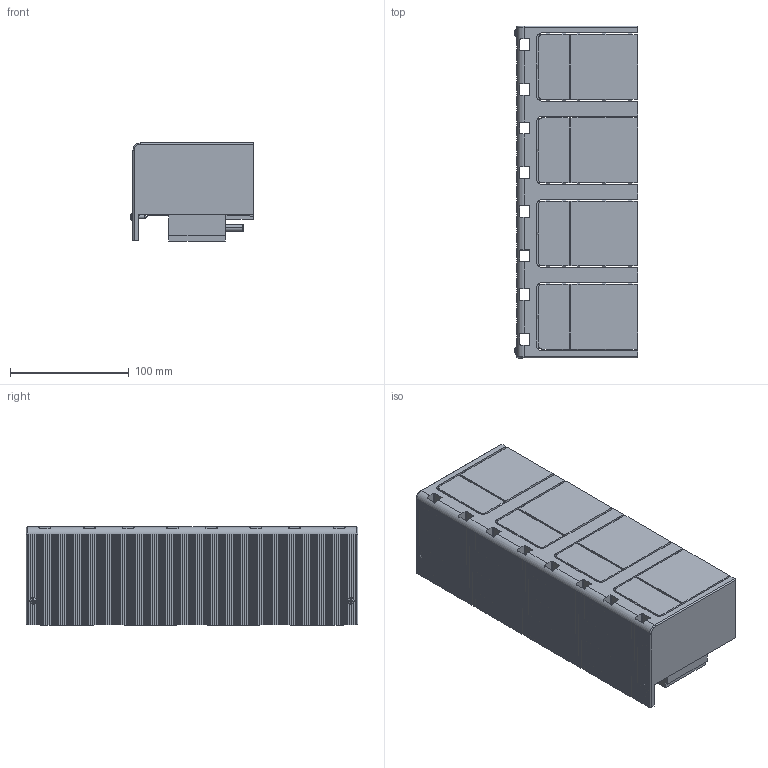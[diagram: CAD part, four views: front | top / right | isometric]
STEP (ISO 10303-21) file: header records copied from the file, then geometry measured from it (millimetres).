
FILE_DESCRIPTION((''),'2;1');
FILE_NAME('1SDH002065A1251_IGES','2019-05-29T',('ITSTCAR1'),(''),'CREO PARAMETRIC BY PTC INC, 2016050','CREO PARAMETRIC BY PTC INC, 2016050','');
FILE_SCHEMA(('AUTOMOTIVE_DESIGN { 1 0 10303 214 1 1 1 1 }'));
Products named in the file (1): 1SDH002065A1251_IGES
Bounding box: 103.64 x 279 x 82.5 mm (x, y, z)
Volume: 653906.5 mm3; surface area: 357427.1 mm2
Topology: 1 solids, 9 shells, 2703 faces, 7293 edges, 4476 vertices
Faces by surface type: plane 1775, cylinder 550, cone 132, sphere 92, torus 90, bspline 64
Entity records: 113523 total; most frequent: CARTESIAN_POINT 26817, ORIENTED_EDGE 14298, DIRECTION 13509, EDGE_CURVE 7149, VECTOR 5249, LINE 5249, VERTEX_POINT 4476, AXIS2_PLACEMENT_3D 4130
